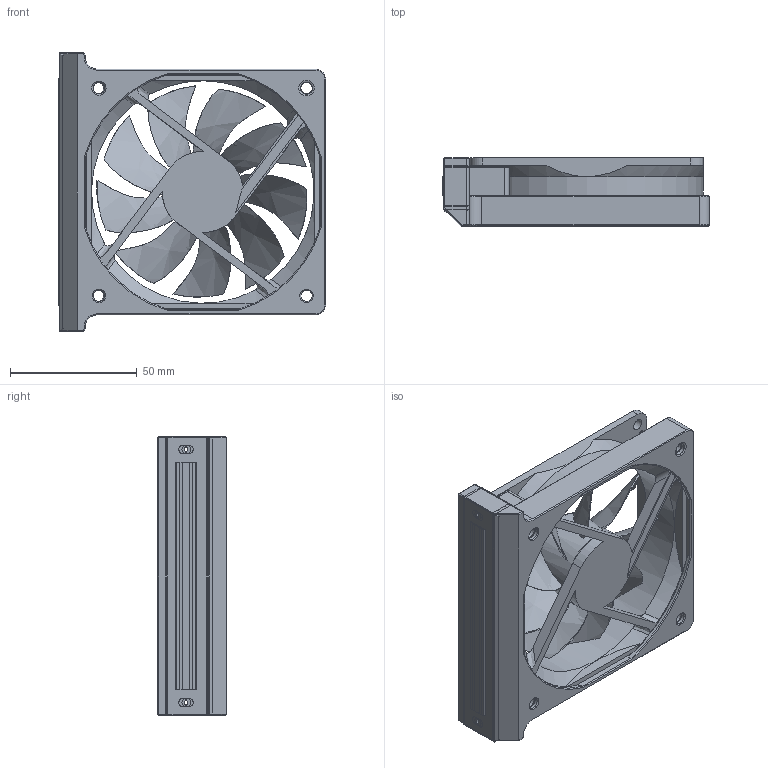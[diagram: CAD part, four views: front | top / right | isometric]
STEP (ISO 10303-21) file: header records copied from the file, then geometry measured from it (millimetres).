
FILE_DESCRIPTION(/* description */ ('Unknown'),/* implementation_level */ '2;1');
FILE_NAME(/* name */ '92mm_fan_bracket_for_trident',/* time_stamp */ '2022-05-22T20:23:20-04:00',/* author */ ('Unknown'),/* organization */ ('Unknown'),/* preprocessor_version */ 'ST-DEVELOPER v18.1',/* originating_system */ 'Solid Edge',/* authorisation */ 'Unknown');
FILE_SCHEMA (('AUTOMOTIVE_DESIGN {1 0 10303 214 3 1 1}'));
Length unit declared in the file: millimetre
Products named in the file (10): 92mm Fan Bracket for Trident; 92x92x25mm Fan; F9 body; F9 fan; F9_0; F9 body_0; F9 fan_0; Trident_92mm_Bed_Fan_Bracket--Interior_18.5mm; Trident_92mm_Bed_Fan_Bracket--Full; Trident_92mm_Bed_Fan_Bracket--Interior_16.5mm
Assembly tree (9 placements, depth 4):
  92mm Fan Bracket for Trident
    92x92x25mm Fan
      F9 body
      F9 fan
      F9_0
        F9 body_0
        F9 fan_0
    Trident_92mm_Bed_Fan_Bracket--Interior_18.5mm
    Trident_92mm_Bed_Fan_Bracket--Full
    Trident_92mm_Bed_Fan_Bracket--Interior_16.5mm
Bounding box: 105.5 x 27 x 110 mm (x, y, z)
Volume: 131073.9 mm3; surface area: 75782.3 mm2
Topology: 5 solids, 5 shells, 480 faces, 1242 edges, 781 vertices
Faces by surface type: plane 230, cylinder 111, cone 89, bspline 49, torus 1
Full cylindrical faces by diameter (mm): 3.4 x6, 4.5 x15, 4.8 x1, 6.2 x6, 32 x1, 87.9 x1, 92 x1
Entity records: 15457 total; most frequent: CARTESIAN_POINT 4110, ORIENTED_EDGE 2340, DIRECTION 2149, EDGE_CURVE 1170, VERTEX_POINT 763, AXIS2_PLACEMENT_3D 761, LINE 627, VECTOR 627
